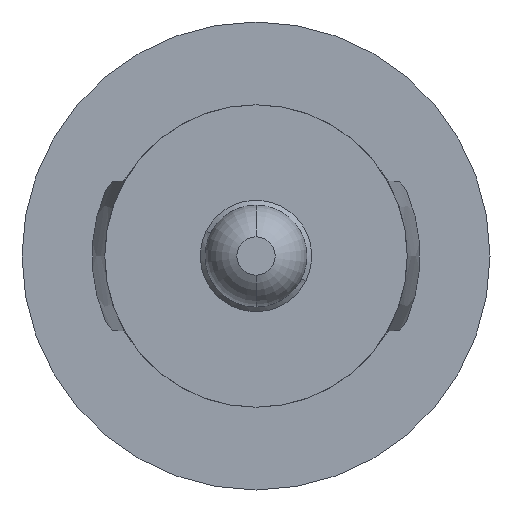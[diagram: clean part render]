
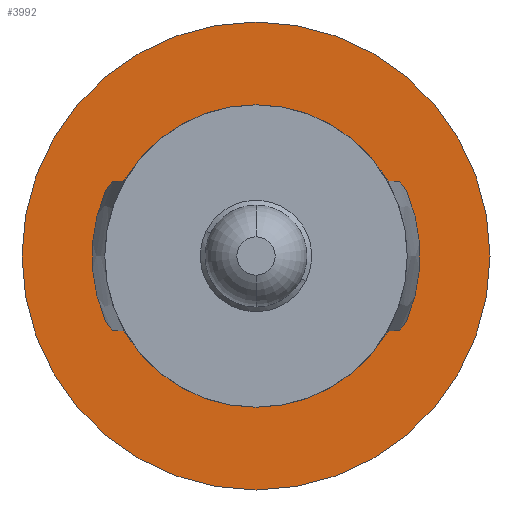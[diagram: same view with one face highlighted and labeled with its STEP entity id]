
A CAD part, front view. The second image highlights one B-rep face of the part: STEP entity #3992.
In plain terms, the highlighted planar face has unit normal (0, -1, 0).
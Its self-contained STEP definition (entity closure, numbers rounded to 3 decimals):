
#80 = VERTEX_POINT ( 'NONE', #752 ) ;
#408 = VERTEX_POINT ( 'NONE', #2401 ) ;
#421 = EDGE_CURVE ( 'NONE', #3351, #900, #3836, .T. ) ;
#422 = AXIS2_PLACEMENT_3D ( 'NONE', #4252, #1735, #4036 ) ;
#451 = CARTESIAN_POINT ( 'NONE',  ( 0., 0., 4.75 ) ) ;
#507 = AXIS2_PLACEMENT_3D ( 'NONE', #3689, #3707, #3711 ) ;
#512 = ORIENTED_EDGE ( 'NONE', *, *, #4335, .F. ) ;
#554 = ORIENTED_EDGE ( 'NONE', *, *, #555, .F. ) ;
#555 = EDGE_CURVE ( 'NONE', #3915, #2061, #3805, .T. ) ;
#733 = ORIENTED_EDGE ( 'NONE', *, *, #3932, .F. ) ;
#752 = CARTESIAN_POINT ( 'NONE',  ( 3.5, 0., -3.211 ) ) ;
#779 = AXIS2_PLACEMENT_3D ( 'NONE', #2257, #2242, #2277 ) ;
#885 = CARTESIAN_POINT ( 'NONE',  ( 0., 0., 0. ) ) ;
#892 = DIRECTION ( 'NONE',  ( 0., -1., 0. ) ) ;
#900 = VERTEX_POINT ( 'NONE', #3903 ) ;
#913 = DIRECTION ( 'NONE',  ( 0., 0., -1. ) ) ;
#1056 = CARTESIAN_POINT ( 'NONE',  ( 0., 0., 0. ) ) ;
#1152 = EDGE_LOOP ( 'NONE', ( #512, #4287, #733, #554, #4379, #2574 ) ) ;
#1313 = EDGE_CURVE ( 'NONE', #4004, #80, #3249, .T. ) ;
#1343 = AXIS2_PLACEMENT_3D ( 'NONE', #4225, #3128, #2183 ) ;
#1375 = AXIS2_PLACEMENT_3D ( 'NONE', #3751, #3740, #3057 ) ;
#1415 = DIRECTION ( 'NONE',  ( 0., 0., -1. ) ) ;
#1521 = DIRECTION ( 'NONE',  ( 0., 0., 1. ) ) ;
#1692 = CARTESIAN_POINT ( 'NONE',  ( 0., 0., -4.75 ) ) ;
#1735 = DIRECTION ( 'NONE',  ( 0., -1., 0. ) ) ;
#1774 = DIRECTION ( 'NONE',  ( 0., 0., -1. ) ) ;
#1961 = AXIS2_PLACEMENT_3D ( 'NONE', #1056, #3671, #1415 ) ;
#2061 = VERTEX_POINT ( 'NONE', #451 ) ;
#2125 = VECTOR ( 'NONE', #1774, 1000. ) ;
#2132 = CIRCLE ( 'NONE', #1961, 4.75 ) ;
#2135 = LINE ( 'NONE', #4038, #2125 ) ;
#2183 = DIRECTION ( 'NONE',  ( 0., 0., 1. ) ) ;
#2242 = DIRECTION ( 'NONE',  ( 0., -1., 0. ) ) ;
#2257 = CARTESIAN_POINT ( 'NONE',  ( 0., 0., 0. ) ) ;
#2277 = DIRECTION ( 'NONE',  ( 0., 0., -1. ) ) ;
#2290 = FACE_BOUND ( 'NONE', #1152, .T. ) ;
#2318 = CIRCLE ( 'NONE', #422, 4.75 ) ;
#2360 = FACE_OUTER_BOUND ( 'NONE', #2403, .T. ) ;
#2401 = CARTESIAN_POINT ( 'NONE',  ( -3.5, 0., -3.211 ) ) ;
#2403 = EDGE_LOOP ( 'NONE', ( #3693, #4426 ) ) ;
#2500 = VECTOR ( 'NONE', #1521, 1000. ) ;
#2519 = LINE ( 'NONE', #3181, #2500 ) ;
#2574 = ORIENTED_EDGE ( 'NONE', *, *, #1313, .F. ) ;
#2594 = CIRCLE ( 'NONE', #3441, 7.35 ) ;
#2839 = EDGE_CURVE ( 'NONE', #900, #3351, #2594, .T. ) ;
#3057 = DIRECTION ( 'NONE',  ( 0., 0., -1. ) ) ;
#3128 = DIRECTION ( 'NONE',  ( 0., 1., 0. ) ) ;
#3174 = EDGE_CURVE ( 'NONE', #80, #3915, #2519, .T. ) ;
#3181 = CARTESIAN_POINT ( 'NONE',  ( 3.5, 0., -20.119 ) ) ;
#3249 = CIRCLE ( 'NONE', #1375, 4.75 ) ;
#3278 = VERTEX_POINT ( 'NONE', #3580 ) ;
#3291 = CARTESIAN_POINT ( 'NONE',  ( 3.5, 0., 3.211 ) ) ;
#3316 = PLANE ( 'NONE',  #1343 ) ;
#3351 = VERTEX_POINT ( 'NONE', #3854 ) ;
#3441 = AXIS2_PLACEMENT_3D ( 'NONE', #885, #892, #913 ) ;
#3580 = CARTESIAN_POINT ( 'NONE',  ( -3.5, 0., 3.211 ) ) ;
#3671 = DIRECTION ( 'NONE',  ( 0., -1., 0. ) ) ;
#3689 = CARTESIAN_POINT ( 'NONE',  ( 0., 0., 0. ) ) ;
#3693 = ORIENTED_EDGE ( 'NONE', *, *, #2839, .T. ) ;
#3707 = DIRECTION ( 'NONE',  ( 0., -1., 0. ) ) ;
#3711 = DIRECTION ( 'NONE',  ( 0., 0., -1. ) ) ;
#3740 = DIRECTION ( 'NONE',  ( 0., -1., 0. ) ) ;
#3751 = CARTESIAN_POINT ( 'NONE',  ( 0., 0., 0. ) ) ;
#3805 = CIRCLE ( 'NONE', #507, 4.75 ) ;
#3836 = CIRCLE ( 'NONE', #779, 7.35 ) ;
#3854 = CARTESIAN_POINT ( 'NONE',  ( 0., 0., 7.35 ) ) ;
#3903 = CARTESIAN_POINT ( 'NONE',  ( 0., 0., -7.35 ) ) ;
#3915 = VERTEX_POINT ( 'NONE', #3291 ) ;
#3932 = EDGE_CURVE ( 'NONE', #2061, #3278, #2318, .T. ) ;
#3992 = ADVANCED_FACE ( 'NONE', ( #2290, #2360 ), #3316, .F. ) ;
#4004 = VERTEX_POINT ( 'NONE', #1692 ) ;
#4036 = DIRECTION ( 'NONE',  ( 0., 0., -1. ) ) ;
#4038 = CARTESIAN_POINT ( 'NONE',  ( -3.5, 0., 55.535 ) ) ;
#4225 = CARTESIAN_POINT ( 'NONE',  ( 7.35, 0., 0. ) ) ;
#4252 = CARTESIAN_POINT ( 'NONE',  ( 0., 0., 0. ) ) ;
#4287 = ORIENTED_EDGE ( 'NONE', *, *, #4350, .F. ) ;
#4335 = EDGE_CURVE ( 'NONE', #408, #4004, #2132, .T. ) ;
#4350 = EDGE_CURVE ( 'NONE', #3278, #408, #2135, .T. ) ;
#4379 = ORIENTED_EDGE ( 'NONE', *, *, #3174, .F. ) ;
#4426 = ORIENTED_EDGE ( 'NONE', *, *, #421, .T. ) ;
